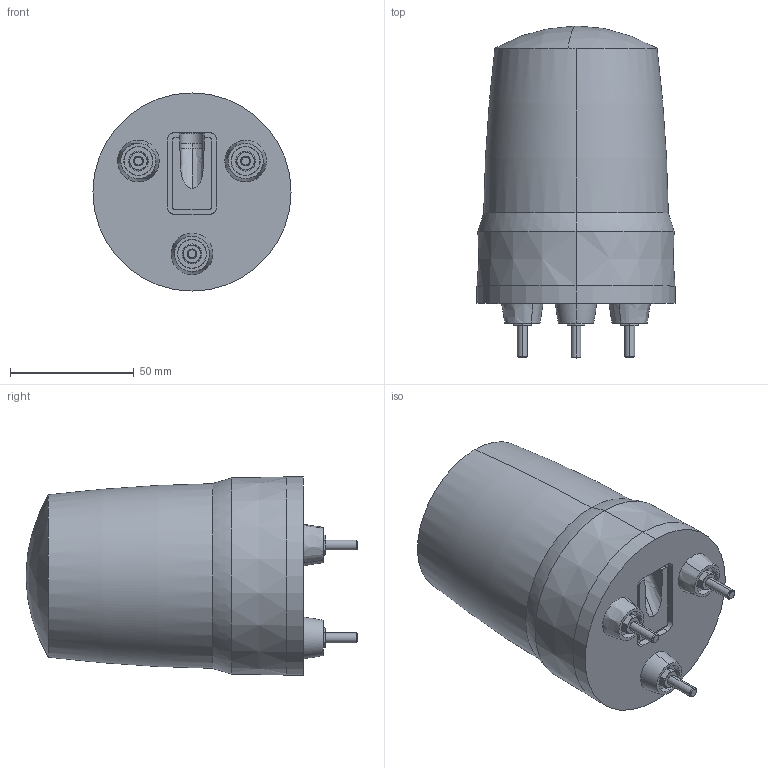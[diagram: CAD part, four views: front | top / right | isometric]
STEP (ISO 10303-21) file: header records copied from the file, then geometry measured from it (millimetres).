
FILE_DESCRIPTION (( 'STEP AP203' ), '1' );
FILE_NAME ('SL08-M1JN-Y.step', '2025-02-24T17:18:02', ( '' ), ( '' ), 'SwSTEP 2.0', 'SolidWorks 2024', '' );
FILE_SCHEMA (( 'CONFIG_CONTROL_DESIGN' ));
Length unit declared in the file: millimetre
Products named in the file (1): SL08-M1JN-Y
Bounding box: 80 x 134 x 80 mm (x, y, z)
Volume: 463225.4 mm3; surface area: 35408.2 mm2
Topology: 1 solids, 1 shells, 138 faces, 323 edges, 203 vertices
Faces by surface type: plane 47, bspline 47, cone 22, cylinder 14, torus 6, sphere 2
Entity records: 4506 total; most frequent: CARTESIAN_POINT 1683, ORIENTED_EDGE 646, DIRECTION 471, EDGE_CURVE 323, VERTEX_POINT 203, AXIS2_PLACEMENT_3D 186, EDGE_LOOP 154, FACE_OUTER_BOUND 138
